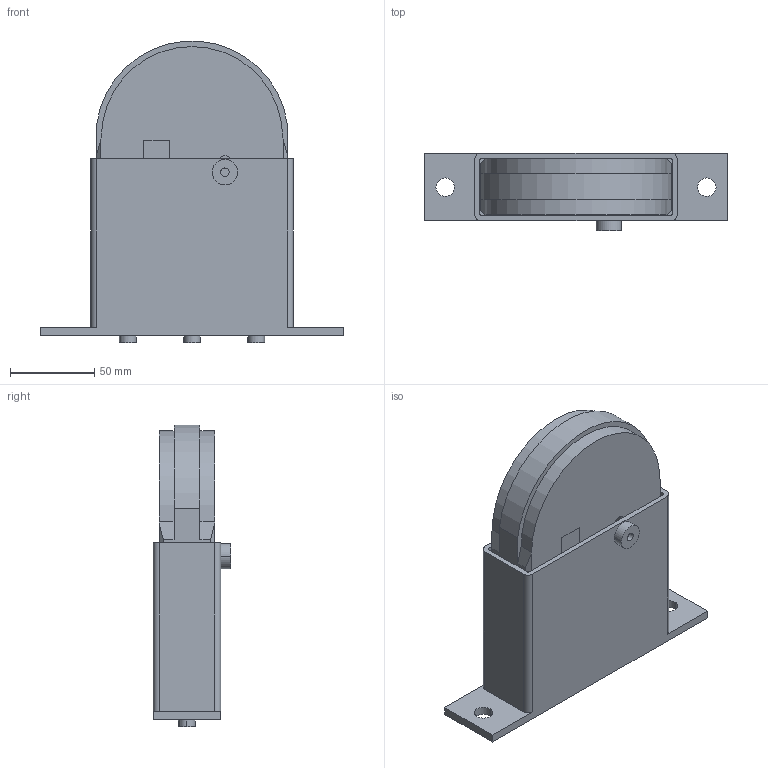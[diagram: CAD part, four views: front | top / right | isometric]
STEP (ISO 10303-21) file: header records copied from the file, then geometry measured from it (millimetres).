
FILE_DESCRIPTION(('STEP AP214'),'1');
FILE_NAME('cctmp_40DE6817-4D7B-4B7C-8119-CD1C6E06C258_2023_6_23_9_10_55_199..stp','2023-06-23T07:10:55',('Murtfeldt Kunststoffe GmbH & Co.KG'),('CADClick - www.CADClick.com'),'Spatial InterOp 3D',' ','unknown authorization');
FILE_SCHEMA(('AUTOMOTIVE_DESIGN'));
Length unit declared in the file: millimetre
Products named in the file (1): 1
Bounding box: 180 x 46 x 178.5 mm (x, y, z)
Volume: 639502.8 mm3; surface area: 137516.1 mm2
Topology: 5 solids, 5 shells, 94 faces, 224 edges, 147 vertices
Faces by surface type: plane 61, cylinder 29, cone 4
Entity records: 3534 total; most frequent: DIRECTION 480, CARTESIAN_POINT 468, ORIENTED_EDGE 444, EDGE_CURVE 222, LINE 162, VECTOR 162, AXIS2_PLACEMENT_3D 159, VERTEX_POINT 147
